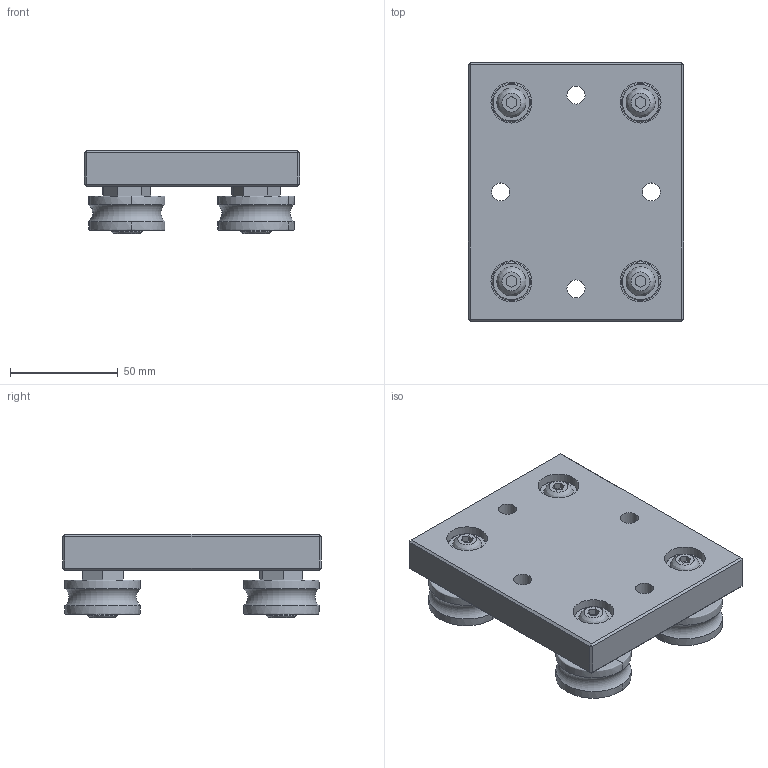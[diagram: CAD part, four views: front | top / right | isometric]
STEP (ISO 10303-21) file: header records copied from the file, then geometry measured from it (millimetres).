
FILE_DESCRIPTION(/* description */ ('CARRELLO GDS10 100X17X120 4 ROT.3516'),/* implementation_level */ '2;1');
FILE_NAME(/* name */ 'GCARO0000030.stp',/* time_stamp */ '2022-07-28T09:45:42+02:00',/* author */ ('tecnico3.vi'),/* organization */ (''),/* preprocessor_version */ 'ST-DEVELOPER v18.1',/* originating_system */ 'Autodesk Inventor 2022',/* authorisation */ '');
FILE_SCHEMA (('AUTOMOTIVE_DESIGN { 1 0 10303 214 3 1 1 }'));
Length unit declared in the file: millimetre
Products named in the file (5): GCARO0000030; DPSCA0000104; 23.535.00E; 23.535.00C; CVIBC0000001
Assembly tree (9 placements, depth 2):
  GCARO0000030
    DPSCA0000104
    23.535.00E  x2
    23.535.00C  x2
    CVIBC0000001  x4
Bounding box: 100 x 120 x 38.75 mm (x, y, z)
Volume: 255671.9 mm3; surface area: 57295.1 mm2
Topology: 9 solids, 9 shells, 244 faces, 514 edges, 304 vertices
Faces by surface type: plane 136, cylinder 42, cone 30, bspline 20, torus 16
Full cylindrical faces by diameter (mm): 6.647 x8, 8 x8, 8.376 x4, 12 x8, 13.977 x2, 14 x4, 17.8 x4, 19 x4
Entity records: 4128 total; most frequent: CARTESIAN_POINT 1198, DIRECTION 592, ORIENTED_EDGE 502, EDGE_CURVE 251, AXIS2_PLACEMENT_3D 230, EDGE_LOOP 151, VERTEX_POINT 147, LINE 132
